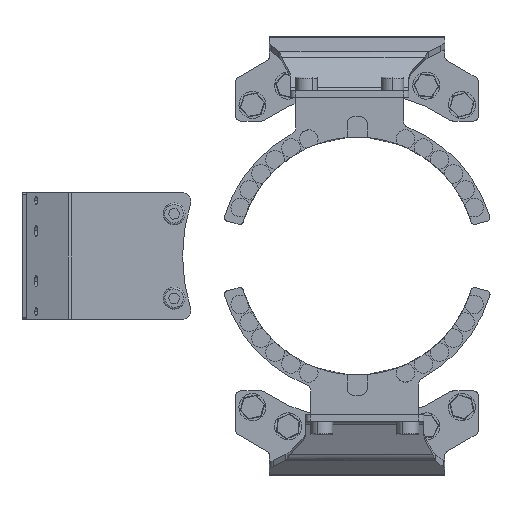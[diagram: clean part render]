
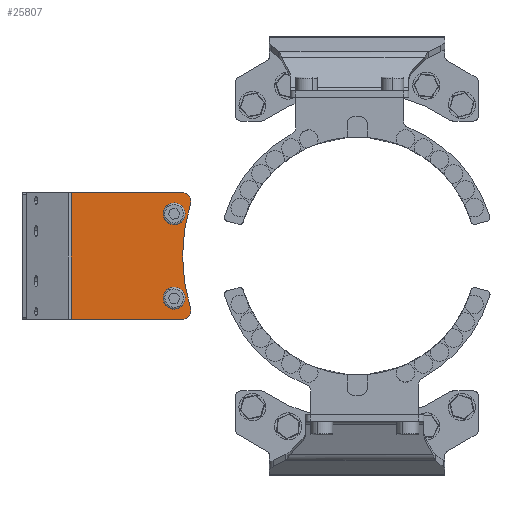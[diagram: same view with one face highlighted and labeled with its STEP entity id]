
A CAD part, left-side view. The second image highlights one B-rep face of the part: STEP entity #25807.
In plain terms, the highlighted planar face has unit normal (-1, 0, 0).
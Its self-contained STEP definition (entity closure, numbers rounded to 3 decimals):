
#153 = VECTOR ( 'NONE', #25448, 1000. ) ;
#364 = CARTESIAN_POINT ( 'NONE',  ( 2032.45, 169.499, 2027.5 ) ) ;
#496 = EDGE_CURVE ( 'NONE', #12239, #19884, #16122, .T. ) ;
#884 = CIRCLE ( 'NONE', #18006, 4.5 ) ;
#1195 = AXIS2_PLACEMENT_3D ( 'NONE', #4479, #18458, #13765 ) ;
#1258 = AXIS2_PLACEMENT_3D ( 'NONE', #3366, #22399, #21936 ) ;
#1430 = CARTESIAN_POINT ( 'NONE',  ( 2032.45, 108.5, 1960.5 ) ) ;
#1526 = VERTEX_POINT ( 'NONE', #23242 ) ;
#1554 = DIRECTION ( 'NONE',  ( 0., 0., 1. ) ) ;
#1565 = DIRECTION ( 'NONE',  ( 0., 0., 1. ) ) ;
#1992 = ORIENTED_EDGE ( 'NONE', *, *, #18744, .F. ) ;
#2709 = DIRECTION ( 'NONE',  ( 0., 0., 1. ) ) ;
#2937 = VECTOR ( 'NONE', #21229, 1000. ) ;
#2975 = EDGE_CURVE ( 'NONE', #10857, #11730, #4569, .T. ) ;
#3366 = CARTESIAN_POINT ( 'NONE',  ( 2032.45, 108.5, 1965. ) ) ;
#3383 = VERTEX_POINT ( 'NONE', #364 ) ;
#4479 = CARTESIAN_POINT ( 'NONE',  ( 2032.45, 0., 1990. ) ) ;
#4569 = LINE ( 'NONE', #8966, #153 ) ;
#4778 = LINE ( 'NONE', #11754, #2937 ) ;
#5414 = CARTESIAN_POINT ( 'NONE',  ( 2032.45, 103.518, 1957.5 ) ) ;
#5773 = ORIENTED_EDGE ( 'NONE', *, *, #25816, .T. ) ;
#6273 = EDGE_CURVE ( 'NONE', #26614, #9863, #8092, .T. ) ;
#6424 = CARTESIAN_POINT ( 'NONE',  ( 2032.45, 95., 2027.5 ) ) ;
#7068 = EDGE_CURVE ( 'NONE', #3383, #11730, #4778, .T. ) ;
#8092 = CIRCLE ( 'NONE', #30155, 4.5 ) ;
#8724 = CARTESIAN_POINT ( 'NONE',  ( 2032.45, 98.748, 2021.002 ) ) ;
#8921 = CARTESIAN_POINT ( 'NONE',  ( 2032.45, 103.518, 2027.5 ) ) ;
#8966 = CARTESIAN_POINT ( 'NONE',  ( 2032.45, 95., 1952.5 ) ) ;
#9317 = ORIENTED_EDGE ( 'NONE', *, *, #6273, .F. ) ;
#9459 = VERTEX_POINT ( 'NONE', #1430 ) ;
#9863 = VERTEX_POINT ( 'NONE', #13728 ) ;
#10037 = EDGE_CURVE ( 'NONE', #9459, #20676, #24935, .T. ) ;
#10832 = DIRECTION ( 'NONE',  ( -1., 0., 0. ) ) ;
#10857 = VERTEX_POINT ( 'NONE', #17907 ) ;
#10983 = CARTESIAN_POINT ( 'NONE',  ( 2032.45, 95., 2027.5 ) ) ;
#11730 = VERTEX_POINT ( 'NONE', #17570 ) ;
#11754 = CARTESIAN_POINT ( 'NONE',  ( 2032.45, 169.499, 2027.5 ) ) ;
#12239 = VERTEX_POINT ( 'NONE', #8724 ) ;
#13065 = EDGE_CURVE ( 'NONE', #12239, #1526, #16832, .T. ) ;
#13447 = DIRECTION ( 'NONE',  ( 0., 0., 1. ) ) ;
#13728 = CARTESIAN_POINT ( 'NONE',  ( 2032.45, 108.5, 2010.5 ) ) ;
#13765 = DIRECTION ( 'NONE',  ( 0., 0., 1. ) ) ;
#14920 = AXIS2_PLACEMENT_3D ( 'NONE', #5414, #18119, #24881 ) ;
#14998 = EDGE_LOOP ( 'NONE', ( #1992, #26592 ) ) ;
#15622 = DIRECTION ( 'NONE',  ( -1., 0., 0. ) ) ;
#15908 = CIRCLE ( 'NONE', #1258, 4.5 ) ;
#16122 = CIRCLE ( 'NONE', #17607, 5. ) ;
#16410 = DIRECTION ( 'NONE',  ( 0., 0., 1. ) ) ;
#16832 = CIRCLE ( 'NONE', #1195, 103.5 ) ;
#16912 = FACE_OUTER_BOUND ( 'NONE', #28445, .T. ) ;
#16971 = ORIENTED_EDGE ( 'NONE', *, *, #2975, .F. ) ;
#17570 = CARTESIAN_POINT ( 'NONE',  ( 2032.45, 169.499, 1952.5 ) ) ;
#17607 = AXIS2_PLACEMENT_3D ( 'NONE', #25197, #10832, #1565 ) ;
#17907 = CARTESIAN_POINT ( 'NONE',  ( 2032.45, 103.518, 1952.5 ) ) ;
#18006 = AXIS2_PLACEMENT_3D ( 'NONE', #22441, #27453, #1554 ) ;
#18119 = DIRECTION ( 'NONE',  ( -1., 0., 0. ) ) ;
#18458 = DIRECTION ( 'NONE',  ( -1., 0., 0. ) ) ;
#18744 = EDGE_CURVE ( 'NONE', #20676, #9459, #15908, .T. ) ;
#19855 = FACE_BOUND ( 'NONE', #26147, .T. ) ;
#19884 = VERTEX_POINT ( 'NONE', #8921 ) ;
#20117 = ORIENTED_EDGE ( 'NONE', *, *, #13065, .F. ) ;
#20301 = AXIS2_PLACEMENT_3D ( 'NONE', #6424, #15622, #13447 ) ;
#20345 = EDGE_CURVE ( 'NONE', #9863, #26614, #884, .T. ) ;
#20676 = VERTEX_POINT ( 'NONE', #21500 ) ;
#21229 = DIRECTION ( 'NONE',  ( 0., 0., -1. ) ) ;
#21369 = CIRCLE ( 'NONE', #14920, 5. ) ;
#21500 = CARTESIAN_POINT ( 'NONE',  ( 2032.45, 108.5, 1969.5 ) ) ;
#21682 = PLANE ( 'NONE',  #20301 ) ;
#21936 = DIRECTION ( 'NONE',  ( 0., 0., 1. ) ) ;
#22399 = DIRECTION ( 'NONE',  ( -1., 0., 0. ) ) ;
#22441 = CARTESIAN_POINT ( 'NONE',  ( 2032.45, 108.5, 2015. ) ) ;
#23242 = CARTESIAN_POINT ( 'NONE',  ( 2032.45, 98.748, 1958.998 ) ) ;
#23989 = EDGE_CURVE ( 'NONE', #10857, #1526, #21369, .T. ) ;
#24533 = ORIENTED_EDGE ( 'NONE', *, *, #23989, .T. ) ;
#24881 = DIRECTION ( 'NONE',  ( 0., 0., 1. ) ) ;
#24887 = LINE ( 'NONE', #10983, #25193 ) ;
#24935 = CIRCLE ( 'NONE', #28820, 4.5 ) ;
#25193 = VECTOR ( 'NONE', #29734, 1000. ) ;
#25197 = CARTESIAN_POINT ( 'NONE',  ( 2032.45, 103.518, 2022.5 ) ) ;
#25204 = DIRECTION ( 'NONE',  ( -1., 0., 0. ) ) ;
#25448 = DIRECTION ( 'NONE',  ( 0., 1., 0. ) ) ;
#25648 = CARTESIAN_POINT ( 'NONE',  ( 2032.45, 108.5, 2015. ) ) ;
#25807 = ADVANCED_FACE ( 'NONE', ( #19855, #29149, #16912 ), #21682, .T. ) ;
#25816 = EDGE_CURVE ( 'NONE', #19884, #3383, #24887, .T. ) ;
#26147 = EDGE_LOOP ( 'NONE', ( #9317, #28533 ) ) ;
#26592 = ORIENTED_EDGE ( 'NONE', *, *, #10037, .F. ) ;
#26614 = VERTEX_POINT ( 'NONE', #29485 ) ;
#26851 = ORIENTED_EDGE ( 'NONE', *, *, #496, .T. ) ;
#27453 = DIRECTION ( 'NONE',  ( -1., 0., 0. ) ) ;
#27989 = DIRECTION ( 'NONE',  ( -1., 0., 0. ) ) ;
#28277 = CARTESIAN_POINT ( 'NONE',  ( 2032.45, 108.5, 1965. ) ) ;
#28445 = EDGE_LOOP ( 'NONE', ( #20117, #26851, #5773, #28495, #16971, #24533 ) ) ;
#28495 = ORIENTED_EDGE ( 'NONE', *, *, #7068, .T. ) ;
#28533 = ORIENTED_EDGE ( 'NONE', *, *, #20345, .F. ) ;
#28820 = AXIS2_PLACEMENT_3D ( 'NONE', #28277, #27989, #2709 ) ;
#29149 = FACE_BOUND ( 'NONE', #14998, .T. ) ;
#29485 = CARTESIAN_POINT ( 'NONE',  ( 2032.45, 108.5, 2019.5 ) ) ;
#29734 = DIRECTION ( 'NONE',  ( 0., 1., 0. ) ) ;
#30155 = AXIS2_PLACEMENT_3D ( 'NONE', #25648, #25204, #16410 ) ;
